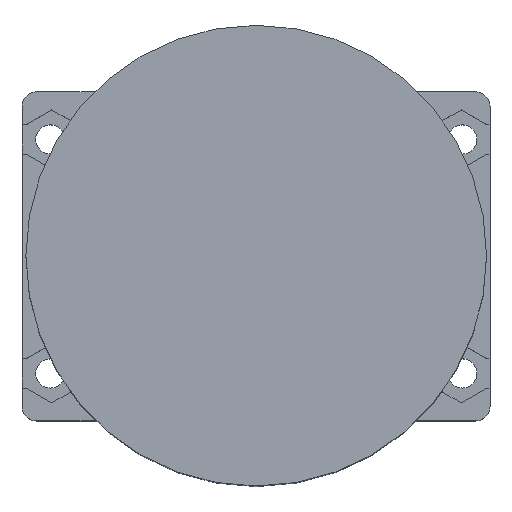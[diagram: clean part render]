
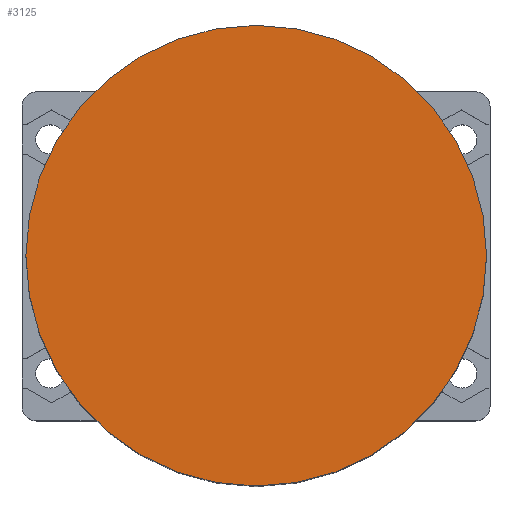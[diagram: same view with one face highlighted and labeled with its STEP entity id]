
A CAD part, top view. The second image highlights one B-rep face of the part: STEP entity #3125.
In plain terms, the highlighted planar face has unit normal (0, 0, 1).
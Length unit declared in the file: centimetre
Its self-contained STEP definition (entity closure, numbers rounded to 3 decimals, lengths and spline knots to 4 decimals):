
#198=PLANE($,#3416);
#359=FACE_OUTER_BOUND($,#554,.T.);
#554=EDGE_LOOP($,(#2918));
#1271=CIRCLE($,#3415,3.15);
#1571=VERTEX_POINT($,#5391);
#2020=EDGE_CURVE($,#1571,#1571,#1271,.T.);
#2918=ORIENTED_EDGE($,*,*,#2020,.T.);
#3125=ADVANCED_FACE($,(#359),#198,.T.);
#3415=AXIS2_PLACEMENT_3D($,#5392,#4283,#4284);
#3416=AXIS2_PLACEMENT_3D($,#5393,#4285,#4286);
#4283=DIRECTION('center_axis',(0.,0.,1.));
#4284=DIRECTION('ref_axis',(1.,0.,0.));
#4285=DIRECTION('center_axis',(0.,0.,1.));
#4286=DIRECTION('ref_axis',(1.,0.,0.));
#5391=CARTESIAN_POINT('',(7.4426,7.4901,6.9));
#5392=CARTESIAN_POINT('Origin',(4.2926,7.4901,6.9));
#5393=CARTESIAN_POINT('Origin',(4.2926,7.4901,6.9));
